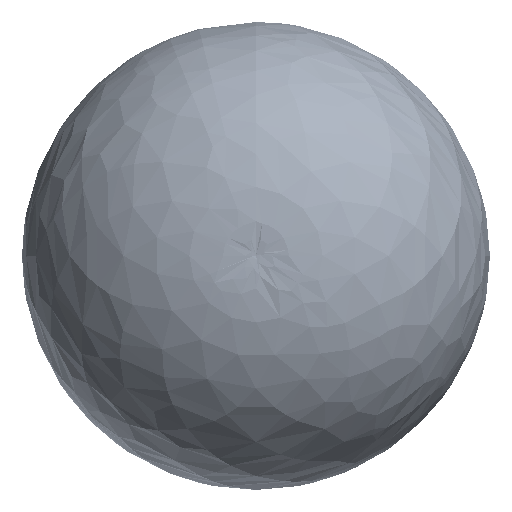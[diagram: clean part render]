
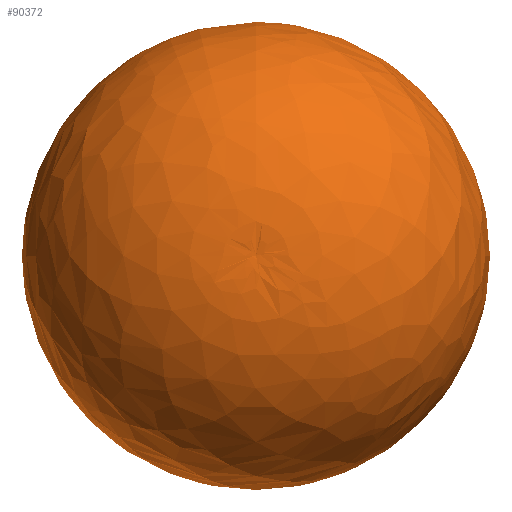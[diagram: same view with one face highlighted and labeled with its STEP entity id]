
A CAD part, top view. The second image highlights one B-rep face of the part: STEP entity #90372.
In plain terms, the highlighted free-form (B-spline) face has degree [2, 2] with [5, 9] control points.
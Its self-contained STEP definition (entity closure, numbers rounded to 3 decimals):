
#1710=(
BOUNDED_SURFACE()
B_SPLINE_SURFACE(2,2,((#241892,#241893,#241894,#241895,#241896,#241897,
#241898,#241899,#241900),(#241901,#241902,#241903,#241904,#241905,#241906,
#241907,#241908,#241909),(#241910,#241911,#241912,#241913,#241914,#241915,
#241916,#241917,#241918),(#241919,#241920,#241921,#241922,#241923,#241924,
#241925,#241926,#241927),(#241928,#241929,#241930,#241931,#241932,#241933,
#241934,#241935,#241936)),.UNSPECIFIED.,.F.,.T.,.F.)
B_SPLINE_SURFACE_WITH_KNOTS((3,2,3),(3,2,2,2,3),(-1.699,-0.37,
0.96),(-3.142,-1.571,0.,1.571,
3.142),.UNSPECIFIED.)
GEOMETRIC_REPRESENTATION_ITEM()
RATIONAL_B_SPLINE_SURFACE(((1.,0.707,1.,0.707,1.,
0.707,1.,0.707,1.),(0.787,0.557,
0.787,0.557,0.787,0.557,
0.787,0.557,0.787),(1.,0.707,
1.,0.707,1.,0.707,1.,0.707,1.),(0.787,
0.557,0.787,0.557,0.787,
0.557,0.787,0.557,0.787),
(1.,0.707,1.,0.707,1.,0.707,1.,0.707,
1.)))
REPRESENTATION_ITEM('')
SURFACE()
);
#14704=FACE_OUTER_BOUND('',#20898,.T.);
#20898=EDGE_LOOP('',(#79354,#79355,#79356));
#33522=CIRCLE('',#100973,1371.792);
#33523=CIRCLE('',#100974,1955.785);
#41453=VERTEX_POINT('',#241889);
#41454=VERTEX_POINT('',#241937);
#54088=EDGE_CURVE('',#41453,#41453,#33522,.T.);
#54089=EDGE_CURVE('',#41453,#41454,#33523,.T.);
#79354=ORIENTED_EDGE('',*,*,#54088,.F.);
#79355=ORIENTED_EDGE('',*,*,#54089,.T.);
#79356=ORIENTED_EDGE('',*,*,#54089,.F.);
#90372=ADVANCED_FACE('',(#14704),#1710,.F.);
#100973=AXIS2_PLACEMENT_3D('',#241891,#124547,#124548);
#100974=AXIS2_PLACEMENT_3D('',#241938,#124549,#124550);
#124547=DIRECTION('center_axis',(-1.,0.,0.));
#124548=DIRECTION('ref_axis',(0.,0.,1.));
#124549=DIRECTION('center_axis',(0.,-1.,0.));
#124550=DIRECTION('ref_axis',(0.,0.,
-1.));
#241889=CARTESIAN_POINT('',(-1602.085,250.,-1371.792));
#241891=CARTESIAN_POINT('Origin',(-1602.085,250.,0.));
#241892=CARTESIAN_POINT('Ctrl Pts',(1939.741,250.,0.));
#241893=CARTESIAN_POINT('Ctrl Pts',(1939.741,250.,0.));
#241894=CARTESIAN_POINT('Ctrl Pts',(1939.741,250.,0.));
#241895=CARTESIAN_POINT('Ctrl Pts',(1939.741,250.,0.));
#241896=CARTESIAN_POINT('Ctrl Pts',(1939.741,250.,0.));
#241897=CARTESIAN_POINT('Ctrl Pts',(1939.741,250.,0.));
#241898=CARTESIAN_POINT('Ctrl Pts',(1939.741,250.,0.));
#241899=CARTESIAN_POINT('Ctrl Pts',(1939.741,250.,0.));
#241900=CARTESIAN_POINT('Ctrl Pts',(1939.741,250.,0.));
#241901=CARTESIAN_POINT('Ctrl Pts',(2135.667,250.,-1520.186));
#241902=CARTESIAN_POINT('Ctrl Pts',(2135.667,-1270.186,
-1520.186));
#241903=CARTESIAN_POINT('Ctrl Pts',(2135.667,-1270.186,
0.));
#241904=CARTESIAN_POINT('Ctrl Pts',(2135.667,-1270.186,
1520.186));
#241905=CARTESIAN_POINT('Ctrl Pts',(2135.667,250.,1520.186));
#241906=CARTESIAN_POINT('Ctrl Pts',(2135.667,1770.186,1520.186));
#241907=CARTESIAN_POINT('Ctrl Pts',(2135.667,1770.186,0.));
#241908=CARTESIAN_POINT('Ctrl Pts',(2135.667,1770.186,-1520.186));
#241909=CARTESIAN_POINT('Ctrl Pts',(2135.667,250.,-1520.186));
#241910=CARTESIAN_POINT('Ctrl Pts',(706.368,250.,-2073.77));
#241911=CARTESIAN_POINT('Ctrl Pts',(706.368,-1823.77,
-2073.77));
#241912=CARTESIAN_POINT('Ctrl Pts',(706.368,-1823.77,
0.));
#241913=CARTESIAN_POINT('Ctrl Pts',(706.368,-1823.77,
2073.77));
#241914=CARTESIAN_POINT('Ctrl Pts',(706.368,250.,2073.77));
#241915=CARTESIAN_POINT('Ctrl Pts',(706.368,2323.77,2073.77));
#241916=CARTESIAN_POINT('Ctrl Pts',(706.368,2323.77,0.));
#241917=CARTESIAN_POINT('Ctrl Pts',(706.368,2323.77,-2073.77));
#241918=CARTESIAN_POINT('Ctrl Pts',(706.368,250.,-2073.77));
#241919=CARTESIAN_POINT('Ctrl Pts',(-722.931,250.,-2627.355));
#241920=CARTESIAN_POINT('Ctrl Pts',(-722.931,-2377.355,
-2627.355));
#241921=CARTESIAN_POINT('Ctrl Pts',(-722.931,-2377.355,
0.));
#241922=CARTESIAN_POINT('Ctrl Pts',(-722.931,-2377.355,
2627.355));
#241923=CARTESIAN_POINT('Ctrl Pts',(-722.931,250.,2627.355));
#241924=CARTESIAN_POINT('Ctrl Pts',(-722.931,2877.355,
2627.355));
#241925=CARTESIAN_POINT('Ctrl Pts',(-722.931,2877.355,
0.));
#241926=CARTESIAN_POINT('Ctrl Pts',(-722.931,2877.355,
-2627.355));
#241927=CARTESIAN_POINT('Ctrl Pts',(-722.931,250.,-2627.355));
#241928=CARTESIAN_POINT('Ctrl Pts',(-1602.085,250.,-1371.792));
#241929=CARTESIAN_POINT('Ctrl Pts',(-1602.085,-1121.792,
-1371.792));
#241930=CARTESIAN_POINT('Ctrl Pts',(-1602.085,-1121.792,
0.));
#241931=CARTESIAN_POINT('Ctrl Pts',(-1602.085,-1121.792,
1371.792));
#241932=CARTESIAN_POINT('Ctrl Pts',(-1602.085,250.,1371.792));
#241933=CARTESIAN_POINT('Ctrl Pts',(-1602.085,1621.792,
1371.792));
#241934=CARTESIAN_POINT('Ctrl Pts',(-1602.085,1621.792,
0.));
#241935=CARTESIAN_POINT('Ctrl Pts',(-1602.085,1621.792,
-1371.792));
#241936=CARTESIAN_POINT('Ctrl Pts',(-1602.085,250.,-1371.792));
#241937=CARTESIAN_POINT('',(1939.741,250.,0.));
#241938=CARTESIAN_POINT('Origin',(0.,250.,-250.));
